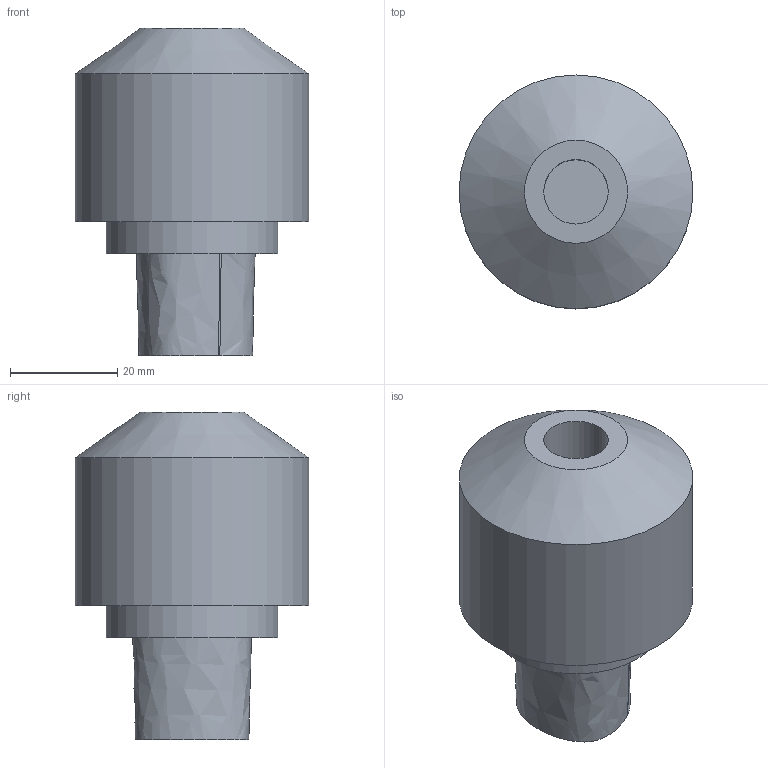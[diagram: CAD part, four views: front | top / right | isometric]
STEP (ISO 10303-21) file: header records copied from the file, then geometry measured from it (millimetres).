
FILE_DESCRIPTION(/* description */ (''),/* implementation_level */ '2;1');
FILE_NAME(/* name */ 'W9990901_stp.stp',/* time_stamp */ '2017-05-02T14:34:01+02:00',/* author */ (''),/* organization */ (''),/* preprocessor_version */ 'ST-DEVELOPER v15',/* originating_system */ 'SIEMENS PLM Software NX 9.0',/* authorisation */ '');
FILE_SCHEMA (('AUTOMOTIVE_DESIGN { 1 0 10303 214 3 1 1 1 }'));
Length unit declared in the file: millimetre
Products named in the file (1): reic1EC85FD9b85o
Bounding box: 43.5 x 43.5 x 61 mm (x, y, z)
Volume: 54237.9 mm3; surface area: 10615.8 mm2
Topology: 1 solids, 1 shells, 13 faces, 22 edges, 15 vertices
Faces by surface type: plane 7, cylinder 4, bspline 1, cone 1
Full cylindrical faces by diameter (mm): 12 x1, 13 x1, 32 x1, 43.5 x1
Entity records: 825 total; most frequent: CARTESIAN_POINT 472, DIRECTION 47, ORIENTED_EDGE 34, EDGE_LOOP 22, AXIS2_PLACEMENT_3D 22, FACE_BOUND 18, EDGE_CURVE 17, VERTEX_POINT 15
